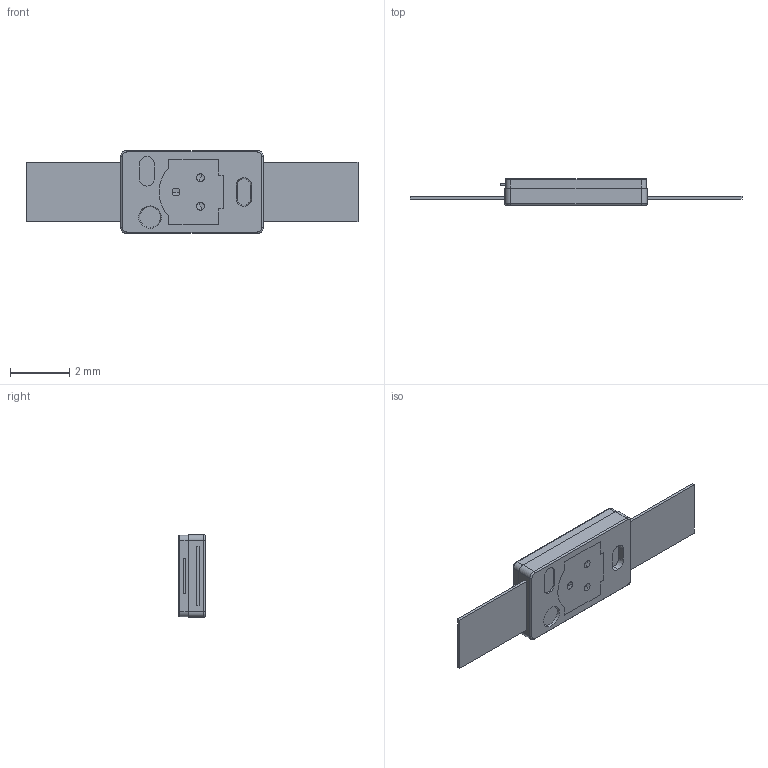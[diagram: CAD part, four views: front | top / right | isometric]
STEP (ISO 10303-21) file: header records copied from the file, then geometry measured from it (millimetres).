
FILE_DESCRIPTION (( 'STEP AP203' ), '1' );
FILE_NAME ('NR見本.STEP', '2018-05-18T08:27:59', ( '' ), ( '' ), 'SwSTEP 2.0', 'SolidWorks 2016', '' );
FILE_SCHEMA (( 'CONFIG_CONTROL_DESIGN' ));
Length unit declared in the file: millimetre
Products named in the file (1): NR見本
Bounding box: 11.2 x 0.89 x 2.8 mm (x, y, z)
Volume: 12.9 mm3; surface area: 78 mm2
Topology: 2 solids, 2 shells, 107 faces, 254 edges, 165 vertices
Faces by surface type: plane 61, cylinder 21, cone 11, torus 8, sphere 6
Entity records: 3163 total; most frequent: DIRECTION 554, CARTESIAN_POINT 527, ORIENTED_EDGE 508, EDGE_CURVE 254, AXIS2_PLACEMENT_3D 192, VECTOR 170, LINE 170, VERTEX_POINT 165
